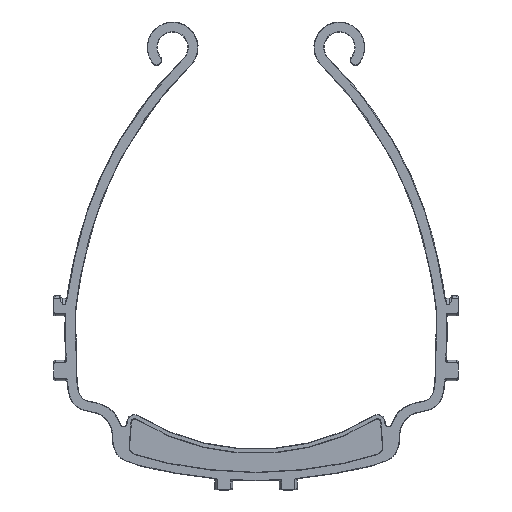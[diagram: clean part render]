
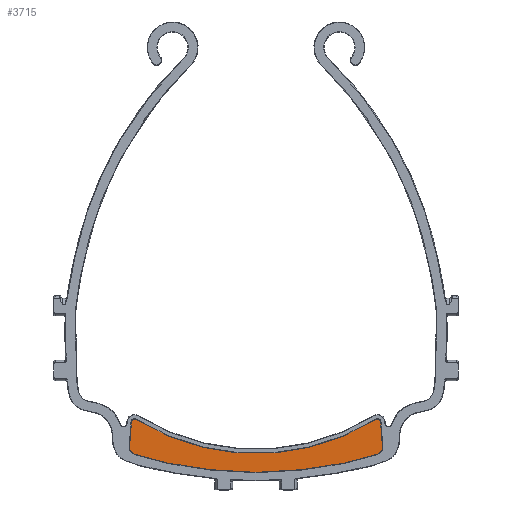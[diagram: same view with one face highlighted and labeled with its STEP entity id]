
A CAD part, top view. The second image highlights one B-rep face of the part: STEP entity #3715.
In plain terms, the highlighted planar face has unit normal (0, 0, 1).
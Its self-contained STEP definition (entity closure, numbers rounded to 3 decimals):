
#57=PLANE('',#3931);
#220=LINE('',#6980,#353);
#289=LINE('',#11168,#422);
#353=VECTOR('',#4099,10.);
#422=VECTOR('',#4356,10.);
#657=FACE_OUTER_BOUND('',#875,.T.);
#875=EDGE_LOOP('',(#3236,#3237,#3238,#3239,#3240,#3241,#3242,#3243,#3244));
#952=CIRCLE('',#3832,1.2);
#1005=CIRCLE('',#3926,89.3);
#1008=CIRCLE('',#3930,1.2);
#1166=B_SPLINE_CURVE_WITH_KNOTS('',3,(#7015,#7016,#7017,#7018,#7019),
 .UNSPECIFIED.,.F.,.F.,(4,1,4),(-0.391,-0.168,0.),
 .UNSPECIFIED.);
#1168=B_SPLINE_CURVE_WITH_KNOTS('',3,(#7044,#7045,#7046,#7047),
 .UNSPECIFIED.,.F.,.F.,(4,4),(-1.932,-1.),.UNSPECIFIED.);
#1347=B_SPLINE_CURVE_WITH_KNOTS('',3,(#11202,#11203,#11204,#11205,#11206),
 .UNSPECIFIED.,.F.,.F.,(4,1,4),(-0.391,-0.168,0.),
 .UNSPECIFIED.);
#1350=B_SPLINE_CURVE_WITH_KNOTS('',3,(#11234,#11235,#11236,#11237),
 .UNSPECIFIED.,.F.,.F.,(4,4),(-1.932,-1.),.UNSPECIFIED.);
#1515=VERTEX_POINT('',#6974);
#1517=VERTEX_POINT('',#6978);
#1518=VERTEX_POINT('',#6982);
#1521=VERTEX_POINT('',#7013);
#1522=VERTEX_POINT('',#7036);
#1714=VERTEX_POINT('',#11165);
#1715=VERTEX_POINT('',#11167);
#1717=VERTEX_POINT('',#11173);
#1719=VERTEX_POINT('',#11201);
#1949=EDGE_CURVE('',#1515,#1517,#220,.T.);
#1950=EDGE_CURVE('',#1518,#1515,#952,.T.);
#1955=EDGE_CURVE('',#1517,#1521,#1166,.T.);
#1957=EDGE_CURVE('',#1521,#1522,#1168,.T.);
#2255=EDGE_CURVE('',#1714,#1715,#289,.T.);
#2258=EDGE_CURVE('',#1518,#1717,#1005,.T.);
#2262=EDGE_CURVE('',#1717,#1714,#1008,.T.);
#2263=EDGE_CURVE('',#1715,#1719,#1347,.T.);
#2267=EDGE_CURVE('',#1719,#1522,#1350,.T.);
#3236=ORIENTED_EDGE('',*,*,#2267,.F.);
#3237=ORIENTED_EDGE('',*,*,#2263,.F.);
#3238=ORIENTED_EDGE('',*,*,#2255,.F.);
#3239=ORIENTED_EDGE('',*,*,#2262,.F.);
#3240=ORIENTED_EDGE('',*,*,#2258,.F.);
#3241=ORIENTED_EDGE('',*,*,#1950,.T.);
#3242=ORIENTED_EDGE('',*,*,#1949,.T.);
#3243=ORIENTED_EDGE('',*,*,#1955,.T.);
#3244=ORIENTED_EDGE('',*,*,#1957,.T.);
#3715=ADVANCED_FACE('',(#657),#57,.T.);
#3832=AXIS2_PLACEMENT_3D('',#6983,#4102,#4103);
#3926=AXIS2_PLACEMENT_3D('',#11174,#4361,#4362);
#3930=AXIS2_PLACEMENT_3D('',#11180,#4370,#4371);
#3931=AXIS2_PLACEMENT_3D('',#11238,#4373,#4374);
#4099=DIRECTION('',(-0.074,-0.997,0.));
#4102=DIRECTION('center_axis',(0.,0.,
1.));
#4103=DIRECTION('ref_axis',(-0.997,0.076,0.));
#4356=DIRECTION('',(0.074,-0.997,0.));
#4361=DIRECTION('center_axis',(0.,0.,1.));
#4362=DIRECTION('ref_axis',(0.,-1.,0.));
#4370=DIRECTION('center_axis',(0.,0.,-1.));
#4371=DIRECTION('ref_axis',(0.997,0.076,0.));
#4373=DIRECTION('center_axis',(0.,0.,1.));
#4374=DIRECTION('ref_axis',(1.,0.,0.));
#6974=CARTESIAN_POINT('',(-48.885,-6.824,0.));
#6978=CARTESIAN_POINT('',(-49.608,-16.574,0.));
#6980=CARTESIAN_POINT('',(-49.164,-10.582,0.));
#6982=CARTESIAN_POINT('',(-47.057,-5.896,0.));
#6983=CARTESIAN_POINT('Origin',(-47.689,-6.916,0.));
#7013=CARTESIAN_POINT('',(-47.724,-19.469,0.));
#7015=CARTESIAN_POINT('Ctrl Pts',(-49.608,-16.574,0.));
#7016=CARTESIAN_POINT('Ctrl Pts',(-49.66,-17.281,0.));
#7017=CARTESIAN_POINT('Ctrl Pts',(-49.269,-18.542,0.));
#7018=CARTESIAN_POINT('Ctrl Pts',(-48.224,-19.29,0.));
#7019=CARTESIAN_POINT('Ctrl Pts',(-47.724,-19.469,0.));
#7036=CARTESIAN_POINT('',(0.,-26.594,0.));
#7044=CARTESIAN_POINT('Ctrl Pts',(-47.724,-19.469,0.));
#7045=CARTESIAN_POINT('Ctrl Pts',(-37.303,-23.19,0.));
#7046=CARTESIAN_POINT('Ctrl Pts',(-17.454,-26.594,0.));
#7047=CARTESIAN_POINT('Ctrl Pts',(0.,-26.594,0.));
#11165=CARTESIAN_POINT('',(48.885,-6.824,0.));
#11167=CARTESIAN_POINT('',(49.608,-16.574,0.));
#11168=CARTESIAN_POINT('',(49.164,-10.582,0.));
#11173=CARTESIAN_POINT('',(47.057,-5.896,0.));
#11174=CARTESIAN_POINT('Origin',(0.,70.,0.));
#11180=CARTESIAN_POINT('Origin',(47.689,-6.916,0.));
#11201=CARTESIAN_POINT('',(47.724,-19.469,0.));
#11202=CARTESIAN_POINT('Ctrl Pts',(49.608,-16.574,0.));
#11203=CARTESIAN_POINT('Ctrl Pts',(49.66,-17.281,0.));
#11204=CARTESIAN_POINT('Ctrl Pts',(49.269,-18.542,0.));
#11205=CARTESIAN_POINT('Ctrl Pts',(48.224,-19.29,0.));
#11206=CARTESIAN_POINT('Ctrl Pts',(47.724,-19.469,0.));
#11234=CARTESIAN_POINT('Ctrl Pts',(47.724,-19.469,0.));
#11235=CARTESIAN_POINT('Ctrl Pts',(37.303,-23.19,0.));
#11236=CARTESIAN_POINT('Ctrl Pts',(17.454,-26.594,0.));
#11237=CARTESIAN_POINT('Ctrl Pts',(0.,-26.594,
0.));
#11238=CARTESIAN_POINT('Origin',(24.961,-16.155,0.));
